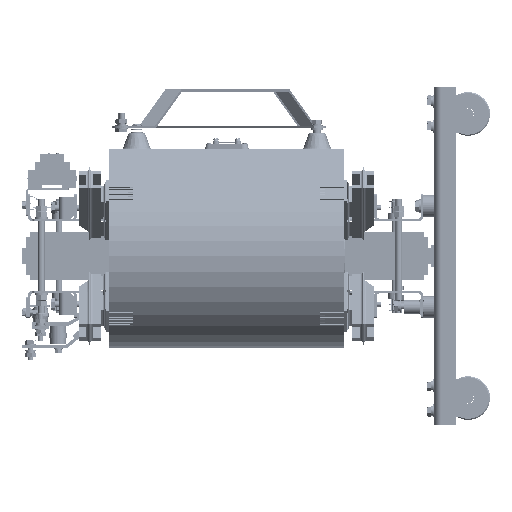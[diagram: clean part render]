
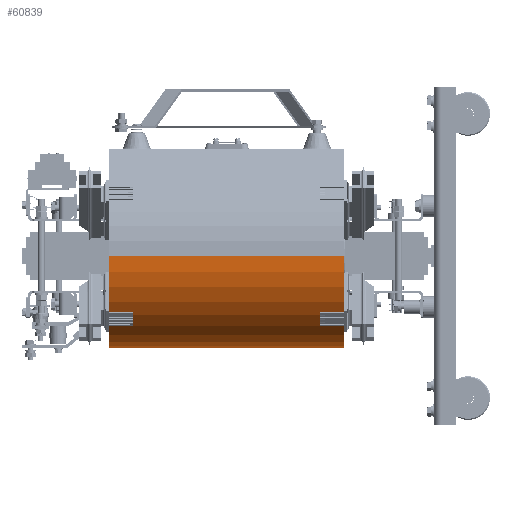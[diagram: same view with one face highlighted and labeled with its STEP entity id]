
A CAD part, left-side view. The second image highlights one B-rep face of the part: STEP entity #60839.
In plain terms, the highlighted cylindrical face has radius 167.5 mm (diameter 335 mm), a partial arc.
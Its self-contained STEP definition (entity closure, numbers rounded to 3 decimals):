
#36880 = EDGE_CURVE ( 'NONE', #127931, #127818, #241233, .T. ) ;
#37018 = EDGE_CURVE ( 'NONE', #127942, #127889, #241405, .T. ) ;
#37055 = EDGE_CURVE ( 'NONE', #127931, #127942, #241350, .T. ) ;
#37093 = EDGE_CURVE ( 'NONE', #127818, #127889, #241316, .T. ) ;
#60839 = ADVANCED_FACE ( 'NONE', ( #476020 ), #476389, .T. ) ;
#89317 = DIRECTION ( 'NONE',  ( -1., 0., 0. ) ) ;
#89355 = DIRECTION ( 'NONE',  ( 0., 1., 0. ) ) ;
#89440 = CARTESIAN_POINT ( 'NONE',  ( -360., 215., 0. ) ) ;
#89694 = DIRECTION ( 'NONE',  ( 0., 1., 0. ) ) ;
#89734 = DIRECTION ( 'NONE',  ( -1., 0., 0. ) ) ;
#89762 = CARTESIAN_POINT ( 'NONE',  ( -360., -215., 0. ) ) ;
#89914 = DIRECTION ( 'NONE',  ( 0., -1., 0. ) ) ;
#90030 = CARTESIAN_POINT ( 'NONE',  ( -192.5, 215., 0. ) ) ;
#90164 = CARTESIAN_POINT ( 'NONE',  ( -527.5, 215., 0. ) ) ;
#90181 = DIRECTION ( 'NONE',  ( 0., -1., 0. ) ) ;
#127818 = VERTEX_POINT ( 'NONE', #291507 ) ;
#127889 = VERTEX_POINT ( 'NONE', #291791 ) ;
#127931 = VERTEX_POINT ( 'NONE', #291733 ) ;
#127942 = VERTEX_POINT ( 'NONE', #292039 ) ;
#174078 = AXIS2_PLACEMENT_3D ( 'NONE', #89762, #89694, #89734 ) ;
#174327 = AXIS2_PLACEMENT_3D ( 'NONE', #89440, #89355, #89317 ) ;
#241233 = CIRCLE ( 'NONE', #174327, 167.5 ) ;
#241316 = LINE ( 'NONE', #90164, #241386 ) ;
#241350 = LINE ( 'NONE', #90030, #241370 ) ;
#241370 = VECTOR ( 'NONE', #89914, 1000. ) ;
#241386 = VECTOR ( 'NONE', #90181, 1000. ) ;
#241405 = CIRCLE ( 'NONE', #174078, 167.5 ) ;
#291507 = CARTESIAN_POINT ( 'NONE',  ( -527.5, 215., 0. ) ) ;
#291733 = CARTESIAN_POINT ( 'NONE',  ( -192.5, 215., 0. ) ) ;
#291791 = CARTESIAN_POINT ( 'NONE',  ( -527.5, -215., 0. ) ) ;
#292039 = CARTESIAN_POINT ( 'NONE',  ( -192.5, -215., 0. ) ) ;
#308565 = AXIS2_PLACEMENT_3D ( 'NONE', #542843, #542948, #542846 ) ;
#360264 = ORIENTED_EDGE ( 'NONE', *, *, #37018, .T. ) ;
#360399 = ORIENTED_EDGE ( 'NONE', *, *, #37055, .T. ) ;
#360425 = ORIENTED_EDGE ( 'NONE', *, *, #36880, .F. ) ;
#366562 = ORIENTED_EDGE ( 'NONE', *, *, #37093, .F. ) ;
#374532 = EDGE_LOOP ( 'NONE', ( #366562, #360425, #360399, #360264 ) ) ;
#476020 = FACE_OUTER_BOUND ( 'NONE', #374532, .T. ) ;
#476389 = CYLINDRICAL_SURFACE ( 'NONE', #308565, 167.5 ) ;
#542843 = CARTESIAN_POINT ( 'NONE',  ( -360., 215., 0. ) ) ;
#542846 = DIRECTION ( 'NONE',  ( 1., 0., 0. ) ) ;
#542948 = DIRECTION ( 'NONE',  ( 0., -1., 0. ) ) ;
